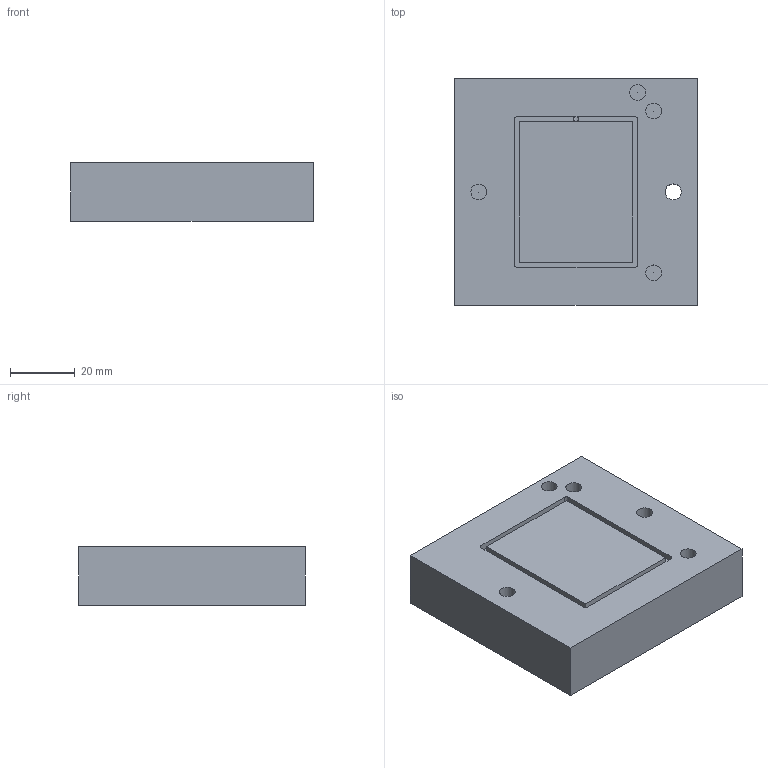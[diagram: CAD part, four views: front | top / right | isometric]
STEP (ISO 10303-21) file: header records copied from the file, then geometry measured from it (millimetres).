
FILE_DESCRIPTION(/* description */ (''),/* implementation_level */ '2;1');
FILE_NAME(/* name */ 'F10148123--_1-FIXTURE_ CMS2 ETL_ AL-N BASE HOLDING FIXTURE.stp',/* time_stamp */ '2021-09-03T14:02:55-05:00',/* author */ (''),/* organization */ (''),/* preprocessor_version */ 'ST-DEVELOPER v16',/* originating_system */ 'SIEMENS PLM Software NX 11.0',/* authorisation */ '');
FILE_SCHEMA (('AUTOMOTIVE_DESIGN { 1 0 10303 214 3 1 1 1 }'));
Length unit declared in the file: millimetre
Products named in the file (1): F10148123--_1-FIXTURE_ CMS2 ETL_ AL-N BASE HOLDING FIXTURE
Bounding box: 75 x 70 x 18 mm (x, y, z)
Volume: 92336.9 mm3; surface area: 17870.2 mm2
Topology: 1 solids, 1 shells, 38 faces, 107 edges, 71 vertices
Faces by surface type: plane 16, cylinder 14, cone 8
Full cylindrical faces by diameter (mm): 1.587 x1, 1.6 x1, 2.5 x1, 3.175 x1, 4.039 x1, 4.9 x4, 4.96 x1
Entity records: 1368 total; most frequent: CARTESIAN_POINT 231, DIRECTION 176, ORIENTED_EDGE 142, EDGE_CURVE 71, AXIS2_PLACEMENT_3D 67, VERTEX_POINT 61, EDGE_LOOP 60, FACE_BOUND 52
